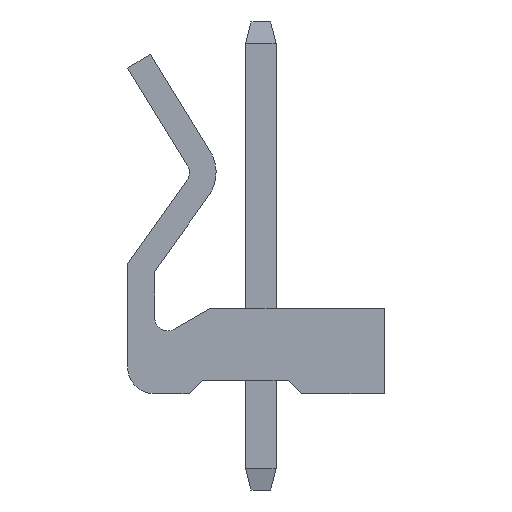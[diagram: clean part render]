
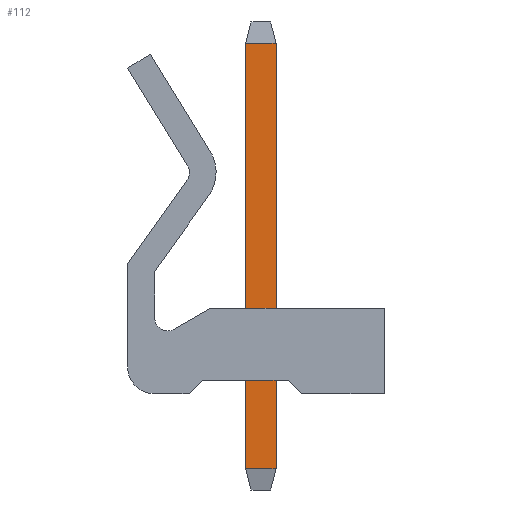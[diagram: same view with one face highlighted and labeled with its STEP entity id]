
A CAD part, left-side view. The second image highlights one B-rep face of the part: STEP entity #112.
In plain terms, the highlighted planar face has unit normal (-1, 0, 0).
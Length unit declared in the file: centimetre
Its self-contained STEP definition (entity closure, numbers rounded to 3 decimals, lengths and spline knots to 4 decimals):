
#20 = EDGE_CURVE ( 'NONE', #1007, #1743, #616, .T. ) ;
#21 = CARTESIAN_POINT ( 'NONE',  ( -0.057, 0., 0. ) ) ;
#102 = LINE ( 'NONE', #672, #789 ) ;
#106 = ORIENTED_EDGE ( 'NONE', *, *, #497, .T. ) ;
#107 = DIRECTION ( 'NONE',  ( 0., 0., -1. ) ) ;
#112 = ADVANCED_FACE ( 'NONE', ( #422 ), #1270, .T. ) ;
#195 = ORIENTED_EDGE ( 'NONE', *, *, #1286, .T. ) ;
#225 = DIRECTION ( 'NONE',  ( 0., 1., 0. ) ) ;
#248 = LINE ( 'NONE', #1641, #729 ) ;
#386 = DIRECTION ( 'NONE',  ( 0., -1., 0. ) ) ;
#405 = CARTESIAN_POINT ( 'NONE',  ( -0.057, -0.057, 1.31 ) ) ;
#422 = FACE_OUTER_BOUND ( 'NONE', #984, .T. ) ;
#487 = VERTEX_POINT ( 'NONE', #1098 ) ;
#497 = EDGE_CURVE ( 'NONE', #487, #1758, #248, .T. ) ;
#523 = ORIENTED_EDGE ( 'NONE', *, *, #757, .T. ) ;
#616 = LINE ( 'NONE', #1618, #1212 ) ;
#672 = CARTESIAN_POINT ( 'NONE',  ( -0.057, 0.057, 0. ) ) ;
#681 = CARTESIAN_POINT ( 'NONE',  ( -0.057, 0.057, 1.31 ) ) ;
#701 = ORIENTED_EDGE ( 'NONE', *, *, #20, .T. ) ;
#729 = VECTOR ( 'NONE', #386, 100. ) ;
#757 = EDGE_CURVE ( 'NONE', #1743, #487, #102, .T. ) ;
#789 = VECTOR ( 'NONE', #107, 100. ) ;
#857 = CARTESIAN_POINT ( 'NONE',  ( -0.057, -0.057, -0.28 ) ) ;
#940 = DIRECTION ( 'NONE',  ( 0., 0., 1. ) ) ;
#984 = EDGE_LOOP ( 'NONE', ( #701, #523, #106, #195 ) ) ;
#999 = DIRECTION ( 'NONE',  ( 0., 0., 1. ) ) ;
#1007 = VERTEX_POINT ( 'NONE', #405 ) ;
#1027 = DIRECTION ( 'NONE',  ( -1., 0., 0. ) ) ;
#1042 = AXIS2_PLACEMENT_3D ( 'NONE', #21, #1027, #999 ) ;
#1098 = CARTESIAN_POINT ( 'NONE',  ( -0.057, 0.057, -0.28 ) ) ;
#1200 = LINE ( 'NONE', #1762, #1534 ) ;
#1212 = VECTOR ( 'NONE', #225, 100. ) ;
#1270 = PLANE ( 'NONE',  #1042 ) ;
#1286 = EDGE_CURVE ( 'NONE', #1758, #1007, #1200, .T. ) ;
#1534 = VECTOR ( 'NONE', #940, 100. ) ;
#1618 = CARTESIAN_POINT ( 'NONE',  ( -0.057, 0., 1.31 ) ) ;
#1641 = CARTESIAN_POINT ( 'NONE',  ( -0.057, 0., -0.28 ) ) ;
#1743 = VERTEX_POINT ( 'NONE', #681 ) ;
#1758 = VERTEX_POINT ( 'NONE', #857 ) ;
#1762 = CARTESIAN_POINT ( 'NONE',  ( -0.057, -0.057, 0. ) ) ;
